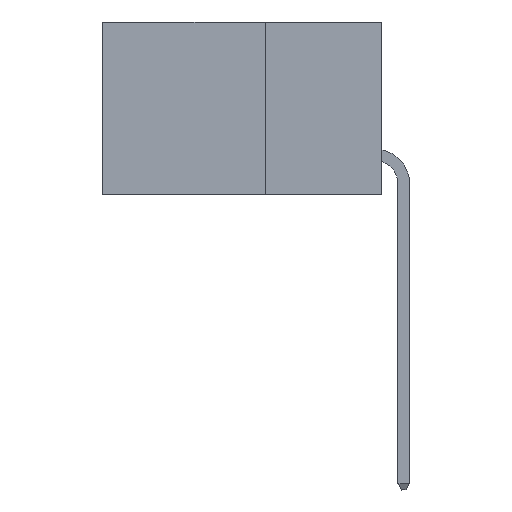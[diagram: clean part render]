
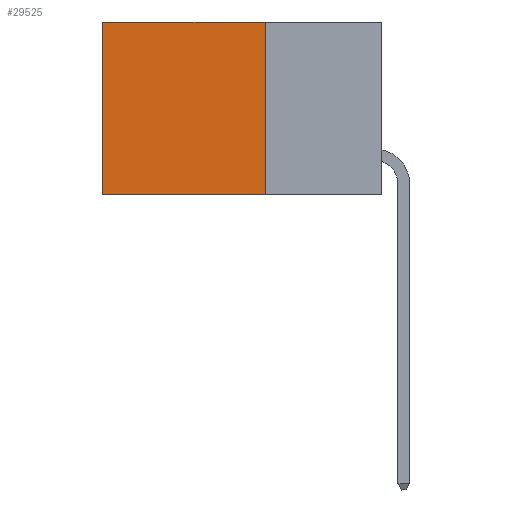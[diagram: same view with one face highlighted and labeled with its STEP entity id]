
A CAD part, left-side view. The second image highlights one B-rep face of the part: STEP entity #29525.
In plain terms, the highlighted planar face has unit normal (-1, 0, 0).
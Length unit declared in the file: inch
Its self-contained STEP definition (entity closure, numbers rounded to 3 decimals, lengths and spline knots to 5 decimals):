
#83 = EDGE_CURVE ( 'NONE', #1351, #23763, #26112, .T. ) ;
#840 = EDGE_LOOP ( 'NONE', ( #44517, #25639, #12811, #40399 ) ) ;
#1242 = CARTESIAN_POINT ( 'NONE',  ( 0.2875, 0.6, -0.37 ) ) ;
#1351 = VERTEX_POINT ( 'NONE', #17328 ) ;
#1631 = EDGE_CURVE ( 'NONE', #6027, #1351, #38586, .T. ) ;
#2213 = PLANE ( 'NONE',  #7161 ) ;
#3265 = CARTESIAN_POINT ( 'NONE',  ( 0.2875, 0.6, 0. ) ) ;
#3426 = FACE_OUTER_BOUND ( 'NONE', #840, .T. ) ;
#3996 = EDGE_CURVE ( 'NONE', #9013, #23763, #39414, .T. ) ;
#5699 = CARTESIAN_POINT ( 'NONE',  ( 0.2875, 0.25, 0. ) ) ;
#6027 = VERTEX_POINT ( 'NONE', #20641 ) ;
#7161 = AXIS2_PLACEMENT_3D ( 'NONE', #5699, #9431, #13238 ) ;
#9013 = VERTEX_POINT ( 'NONE', #3265 ) ;
#9360 = DIRECTION ( 'NONE',  ( 0., 1., 0. ) ) ;
#9431 = DIRECTION ( 'NONE',  ( 1., 0., 0. ) ) ;
#9651 = LINE ( 'NONE', #39655, #22669 ) ;
#12811 = ORIENTED_EDGE ( 'NONE', *, *, #1631, .F. ) ;
#13238 = DIRECTION ( 'NONE',  ( 0., 0., -1. ) ) ;
#17328 = CARTESIAN_POINT ( 'NONE',  ( 0.2875, 0.25, -0.37 ) ) ;
#18846 = EDGE_CURVE ( 'NONE', #6027, #9013, #9651, .T. ) ;
#20641 = CARTESIAN_POINT ( 'NONE',  ( 0.2875, 0.25, 0. ) ) ;
#22527 = DIRECTION ( 'NONE',  ( 0., 0., -1. ) ) ;
#22669 = VECTOR ( 'NONE', #9360, 39.37008 ) ;
#23763 = VERTEX_POINT ( 'NONE', #1242 ) ;
#25639 = ORIENTED_EDGE ( 'NONE', *, *, #83, .F. ) ;
#25786 = VECTOR ( 'NONE', #28568, 39.37008 ) ;
#26112 = LINE ( 'NONE', #26178, #30255 ) ;
#26178 = CARTESIAN_POINT ( 'NONE',  ( 0.2875, 0.25, -0.37 ) ) ;
#28568 = DIRECTION ( 'NONE',  ( 0., 0., -1. ) ) ;
#29525 = ADVANCED_FACE ( 'NONE', ( #3426 ), #2213, .F. ) ;
#30255 = VECTOR ( 'NONE', #41695, 39.37008 ) ;
#37611 = CARTESIAN_POINT ( 'NONE',  ( 0.2875, 0.25, 0. ) ) ;
#38586 = LINE ( 'NONE', #37611, #46341 ) ;
#39414 = LINE ( 'NONE', #47488, #25786 ) ;
#39655 = CARTESIAN_POINT ( 'NONE',  ( 0.2875, 0.25, 0. ) ) ;
#40399 = ORIENTED_EDGE ( 'NONE', *, *, #18846, .T. ) ;
#41695 = DIRECTION ( 'NONE',  ( 0., 1., 0. ) ) ;
#44517 = ORIENTED_EDGE ( 'NONE', *, *, #3996, .T. ) ;
#46341 = VECTOR ( 'NONE', #22527, 39.37008 ) ;
#47488 = CARTESIAN_POINT ( 'NONE',  ( 0.2875, 0.6, 0. ) ) ;
